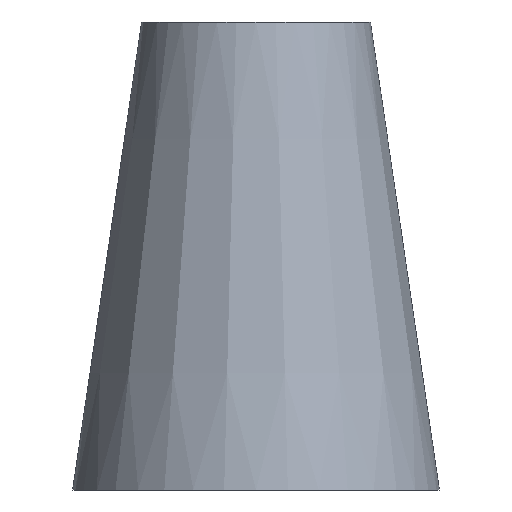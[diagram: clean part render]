
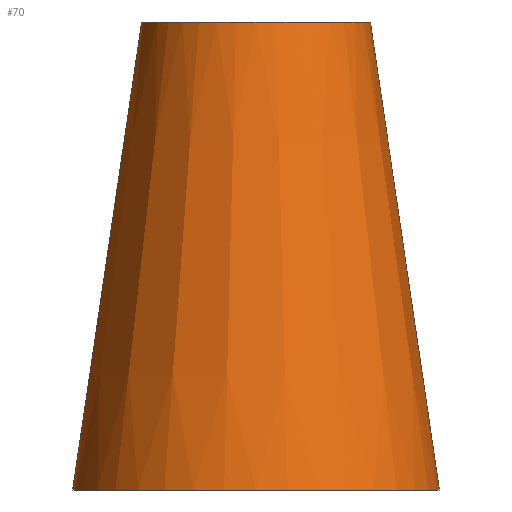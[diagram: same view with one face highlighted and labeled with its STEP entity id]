
A CAD part, front view. The second image highlights one B-rep face of the part: STEP entity #70.
In plain terms, the highlighted conical face has half-angle 8.381 degrees and reference radius 3.726 mm.
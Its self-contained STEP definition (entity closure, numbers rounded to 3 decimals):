
#54 = EDGE_CURVE('',#55,#55,#57,.T.);
#55 = VERTEX_POINT('',#56);
#56 = CARTESIAN_POINT('',(5.971,0.,46.355));
#57 = CIRCLE('',#58,5.971);
#58 = AXIS2_PLACEMENT_3D('',#59,#60,#61);
#59 = CARTESIAN_POINT('',(0.,0.,46.355));
#60 = DIRECTION('',(0.,0.,-1.));
#61 = DIRECTION('',(1.,0.,0.));
#70 = ADVANCED_FACE('',(#71),#90,.T.);
#71 = FACE_BOUND('',#72,.T.);
#72 = EDGE_LOOP('',(#73,#82,#88,#89));
#73 = ORIENTED_EDGE('',*,*,#74,.T.);
#74 = EDGE_CURVE('',#75,#75,#77,.T.);
#75 = VERTEX_POINT('',#76);
#76 = CARTESIAN_POINT('',(3.726,0.,61.595));
#77 = CIRCLE('',#78,3.726);
#78 = AXIS2_PLACEMENT_3D('',#79,#80,#81);
#79 = CARTESIAN_POINT('',(0.,0.,61.595));
#80 = DIRECTION('',(0.,0.,-1.));
#81 = DIRECTION('',(1.,0.,0.));
#82 = ORIENTED_EDGE('',*,*,#83,.T.);
#83 = EDGE_CURVE('',#75,#55,#84,.T.);
#84 = LINE('',#85,#86);
#85 = CARTESIAN_POINT('',(3.726,0.,61.595));
#86 = VECTOR('',#87,1.);
#87 = DIRECTION('',(0.146,0.,-0.989));
#88 = ORIENTED_EDGE('',*,*,#54,.F.);
#89 = ORIENTED_EDGE('',*,*,#83,.F.);
#90 = CONICAL_SURFACE('',#91,3.726,0.146);
#91 = AXIS2_PLACEMENT_3D('',#92,#93,#94);
#92 = CARTESIAN_POINT('',(0.,0.,61.595));
#93 = DIRECTION('',(0.,0.,-1.));
#94 = DIRECTION('',(1.,0.,0.));
